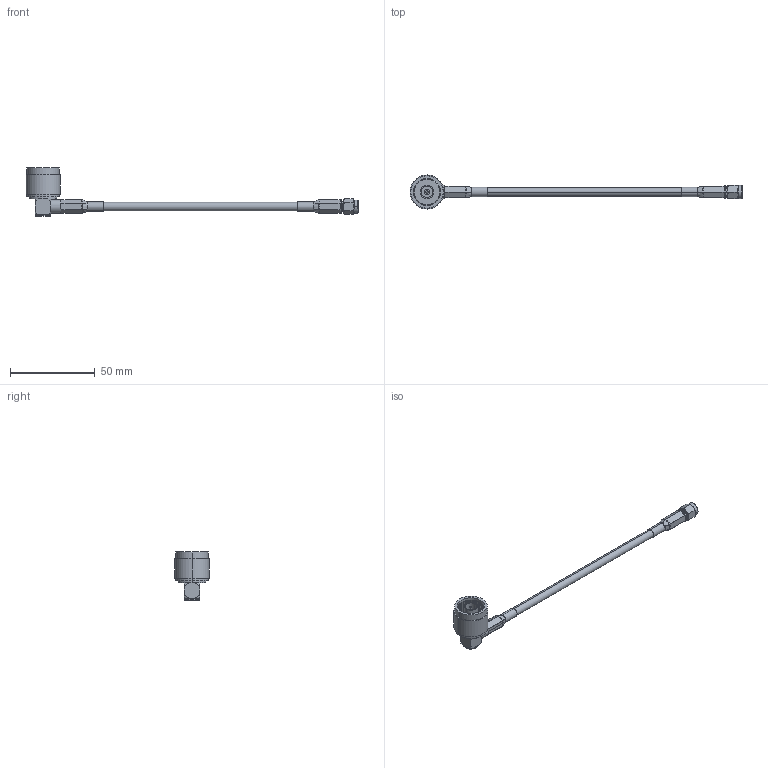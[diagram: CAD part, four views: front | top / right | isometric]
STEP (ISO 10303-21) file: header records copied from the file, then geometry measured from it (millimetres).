
FILE_DESCRIPTION (( 'STEP AP214' ), '1' );
FILE_NAME ('CA-NMRSMA_3D.STEP', '2022-04-19T17:29:55', ( '' ), ( '' ), 'SwSTEP 2.0', 'SolidWorks 2021', '' );
FILE_SCHEMA (( 'AUTOMOTIVE_DESIGN' ));
Length unit declared in the file: inch
Products named in the file (10): 1AB01-024; ANM-1716; ANM-1716-MA2; CA-NMRSMA_3D; HTSHRNK; ANM-1716-MA1; 1AB01-024-MA2___; 1AB01-024___; CA-195R-FOOT
Assembly tree (10 placements, depth 3):
  CA-NMRSMA_3D
    CA-195R-FOOT
    ANM-1716
      ANM-1716
      ANM-1716-MA1
      ANM-1716-MA2
    1AB01-024
      1AB01-024___
      1AB01-024-MA2___
    HTSHRNK  x2
Bounding box: 196.32 x 20.12 x 28.45 mm (x, y, z)
Volume: 8143.1 mm3; surface area: 10131.6 mm2
Topology: 8 solids, 8 shells, 1219 faces, 2593 edges, 1409 vertices
Faces by surface type: bspline 696, cylinder 259, cone 138, plane 105, torus 20, sphere 1
Entity records: 41979 total; most frequent: CARTESIAN_POINT 23669, ORIENTED_EDGE 5004, EDGE_CURVE 2502, DIRECTION 2174, VERTEX_POINT 1355, EDGE_LOOP 1215, FACE_OUTER_BOUND 1183, ADVANCED_FACE 1183
